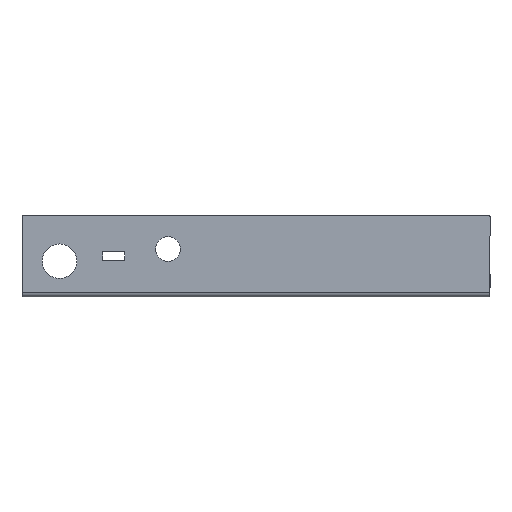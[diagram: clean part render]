
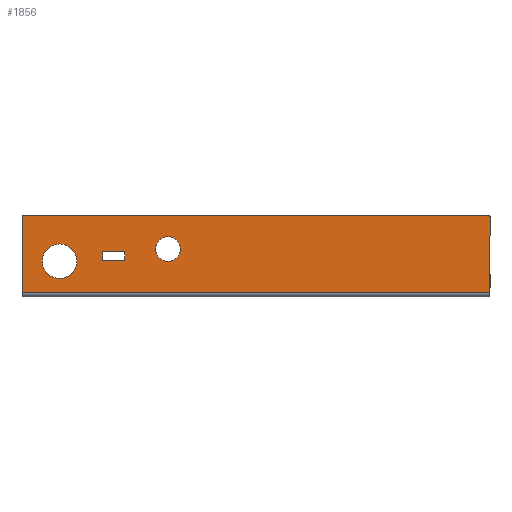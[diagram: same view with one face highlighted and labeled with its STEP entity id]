
A CAD part, left-side view. The second image highlights one B-rep face of the part: STEP entity #1856.
In plain terms, the highlighted planar face has unit normal (-1, 0, 0).
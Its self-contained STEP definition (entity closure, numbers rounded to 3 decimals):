
#6 = ORIENTED_EDGE ( 'NONE', *, *, #484, .T. ) ;
#41 = CARTESIAN_POINT ( 'NONE',  ( -63.8, 62.25, 13.65 ) ) ;
#48 = CARTESIAN_POINT ( 'NONE',  ( -63.8, 95., 0. ) ) ;
#58 = CARTESIAN_POINT ( 'NONE',  ( -63.8, 0., 32. ) ) ;
#70 = DIRECTION ( 'NONE',  ( 0., 1., 0. ) ) ;
#133 = ORIENTED_EDGE ( 'NONE', *, *, #3323, .F. ) ;
#149 = LINE ( 'NONE', #1689, #296 ) ;
#235 = DIRECTION ( 'NONE',  ( 1., 0., 0. ) ) ;
#246 = AXIS2_PLACEMENT_3D ( 'NONE', #1742, #734, #3760 ) ;
#253 = CARTESIAN_POINT ( 'NONE',  ( -63.8, 62.25, 13.65 ) ) ;
#282 = VECTOR ( 'NONE', #384, 1000. ) ;
#296 = VECTOR ( 'NONE', #3712, 1000. ) ;
#315 = ORIENTED_EDGE ( 'NONE', *, *, #868, .F. ) ;
#384 = DIRECTION ( 'NONE',  ( 0., 1., 0. ) ) ;
#386 = DIRECTION ( 'NONE',  ( -1., 0., 0. ) ) ;
#400 = DIRECTION ( 'NONE',  ( 0., 0., -1. ) ) ;
#413 = VERTEX_POINT ( 'NONE', #2793 ) ;
#416 = DIRECTION ( 'NONE',  ( 0., 0., -1. ) ) ;
#429 = EDGE_CURVE ( 'NONE', #1039, #2072, #1809, .T. ) ;
#434 = ORIENTED_EDGE ( 'NONE', *, *, #429, .F. ) ;
#442 = EDGE_CURVE ( 'NONE', #4216, #932, #1326, .T. ) ;
#453 = CARTESIAN_POINT ( 'NONE',  ( -63.8, 35.75, 13.2 ) ) ;
#457 = EDGE_LOOP ( 'NONE', ( #315, #3324 ) ) ;
#476 = VERTEX_POINT ( 'NONE', #1807 ) ;
#484 = EDGE_CURVE ( 'NONE', #932, #2442, #2948, .T. ) ;
#515 = DIRECTION ( 'NONE',  ( 0., 0., 1. ) ) ;
#584 = EDGE_CURVE ( 'NONE', #2442, #2956, #2240, .T. ) ;
#588 = DIRECTION ( 'NONE',  ( 0., 0., -1. ) ) ;
#599 = CARTESIAN_POINT ( 'NONE',  ( -63.8, -94.5, 31.5 ) ) ;
#721 = ORIENTED_EDGE ( 'NONE', *, *, #3535, .F. ) ;
#734 = DIRECTION ( 'NONE',  ( -1., 0., 0. ) ) ;
#757 = DIRECTION ( 'NONE',  ( 0., 0., 1. ) ) ;
#819 = ORIENTED_EDGE ( 'NONE', *, *, #856, .F. ) ;
#856 = EDGE_CURVE ( 'NONE', #2072, #2643, #987, .T. ) ;
#868 = EDGE_CURVE ( 'NONE', #476, #2321, #4034, .T. ) ;
#894 = EDGE_CURVE ( 'NONE', #2830, #3036, #2014, .T. ) ;
#932 = VERTEX_POINT ( 'NONE', #4010 ) ;
#958 = CARTESIAN_POINT ( 'NONE',  ( -63.8, -94.5, 32. ) ) ;
#987 = LINE ( 'NONE', #1933, #1545 ) ;
#994 = VECTOR ( 'NONE', #2301, 1000. ) ;
#1039 = VERTEX_POINT ( 'NONE', #253 ) ;
#1120 = CIRCLE ( 'NONE', #246, 7. ) ;
#1164 = CARTESIAN_POINT ( 'NONE',  ( -63.8, 79.75, 20.28 ) ) ;
#1221 = LINE ( 'NONE', #3647, #994 ) ;
#1279 = DIRECTION ( 'NONE',  ( -1., 0., 0. ) ) ;
#1289 = DIRECTION ( 'NONE',  ( -1., 0., 0. ) ) ;
#1326 = LINE ( 'NONE', #58, #3993 ) ;
#1337 = ORIENTED_EDGE ( 'NONE', *, *, #2652, .F. ) ;
#1411 = DIRECTION ( 'NONE',  ( 0., 0., -1. ) ) ;
#1534 = LINE ( 'NONE', #4419, #282 ) ;
#1545 = VECTOR ( 'NONE', #515, 1000. ) ;
#1689 = CARTESIAN_POINT ( 'NONE',  ( -63.8, -95., 0. ) ) ;
#1732 = CARTESIAN_POINT ( 'NONE',  ( -63.8, 62.25, 17.15 ) ) ;
#1742 = CARTESIAN_POINT ( 'NONE',  ( -63.8, 79.75, 13.28 ) ) ;
#1791 = DIRECTION ( 'NONE',  ( -1., 0., 0. ) ) ;
#1807 = CARTESIAN_POINT ( 'NONE',  ( -63.8, 35.75, 23.2 ) ) ;
#1809 = LINE ( 'NONE', #41, #4044 ) ;
#1856 = ADVANCED_FACE ( 'NONE', ( #3537, #3114, #3744, #1932 ), #1958, .F. ) ;
#1876 = CARTESIAN_POINT ( 'NONE',  ( -63.8, -95., 31.5 ) ) ;
#1889 = ORIENTED_EDGE ( 'NONE', *, *, #442, .T. ) ;
#1932 = FACE_OUTER_BOUND ( 'NONE', #4399, .T. ) ;
#1933 = CARTESIAN_POINT ( 'NONE',  ( -63.8, 53.25, 17.15 ) ) ;
#1958 = PLANE ( 'NONE',  #2629 ) ;
#1967 = EDGE_CURVE ( 'NONE', #3298, #4216, #4323, .T. ) ;
#1988 = DIRECTION ( 'NONE',  ( 0., 0., 1. ) ) ;
#2010 = DIRECTION ( 'NONE',  ( 0., 0., -1. ) ) ;
#2014 = CIRCLE ( 'NONE', #3110, 7. ) ;
#2054 = EDGE_LOOP ( 'NONE', ( #819, #434, #721, #133 ) ) ;
#2072 = VERTEX_POINT ( 'NONE', #4420 ) ;
#2105 = DIRECTION ( 'NONE',  ( 0., -1., 0. ) ) ;
#2222 = EDGE_CURVE ( 'NONE', #2321, #476, #4108, .T. ) ;
#2240 = LINE ( 'NONE', #48, #3626 ) ;
#2301 = DIRECTION ( 'NONE',  ( 0., 1., 0. ) ) ;
#2304 = CARTESIAN_POINT ( 'NONE',  ( -63.8, 0., 0. ) ) ;
#2321 = VERTEX_POINT ( 'NONE', #453 ) ;
#2381 = CARTESIAN_POINT ( 'NONE',  ( -63.8, 95., 31.5 ) ) ;
#2442 = VERTEX_POINT ( 'NONE', #2381 ) ;
#2443 = CARTESIAN_POINT ( 'NONE',  ( -63.8, 35.75, 18.2 ) ) ;
#2629 = AXIS2_PLACEMENT_3D ( 'NONE', #2304, #235, #588 ) ;
#2643 = VERTEX_POINT ( 'NONE', #3792 ) ;
#2652 = EDGE_CURVE ( 'NONE', #3036, #2830, #1120, .T. ) ;
#2792 = LINE ( 'NONE', #1732, #3795 ) ;
#2793 = CARTESIAN_POINT ( 'NONE',  ( -63.8, 62.25, 17.15 ) ) ;
#2821 = ORIENTED_EDGE ( 'NONE', *, *, #4227, .F. ) ;
#2830 = VERTEX_POINT ( 'NONE', #1164 ) ;
#2948 = CIRCLE ( 'NONE', #4007, 0.5 ) ;
#2956 = VERTEX_POINT ( 'NONE', #3636 ) ;
#2969 = CARTESIAN_POINT ( 'NONE',  ( -63.8, -95., 0.6 ) ) ;
#3036 = VERTEX_POINT ( 'NONE', #3237 ) ;
#3110 = AXIS2_PLACEMENT_3D ( 'NONE', #3360, #4372, #1988 ) ;
#3114 = FACE_BOUND ( 'NONE', #2054, .T. ) ;
#3237 = CARTESIAN_POINT ( 'NONE',  ( -63.8, 79.75, 6.28 ) ) ;
#3298 = VERTEX_POINT ( 'NONE', #1876 ) ;
#3300 = VERTEX_POINT ( 'NONE', #2969 ) ;
#3323 = EDGE_CURVE ( 'NONE', #2643, #413, #1221, .T. ) ;
#3324 = ORIENTED_EDGE ( 'NONE', *, *, #2222, .F. ) ;
#3360 = CARTESIAN_POINT ( 'NONE',  ( -63.8, 79.75, 13.28 ) ) ;
#3447 = EDGE_CURVE ( 'NONE', #3300, #3298, #149, .T. ) ;
#3501 = ORIENTED_EDGE ( 'NONE', *, *, #894, .F. ) ;
#3535 = EDGE_CURVE ( 'NONE', #413, #1039, #2792, .T. ) ;
#3537 = FACE_BOUND ( 'NONE', #457, .T. ) ;
#3626 = VECTOR ( 'NONE', #416, 1000. ) ;
#3636 = CARTESIAN_POINT ( 'NONE',  ( -63.8, 95., 0.6 ) ) ;
#3647 = CARTESIAN_POINT ( 'NONE',  ( -63.8, 62.25, 17.15 ) ) ;
#3712 = DIRECTION ( 'NONE',  ( 0., 0., 1. ) ) ;
#3730 = CARTESIAN_POINT ( 'NONE',  ( -63.8, 35.75, 18.2 ) ) ;
#3744 = FACE_BOUND ( 'NONE', #3854, .T. ) ;
#3760 = DIRECTION ( 'NONE',  ( 0., 0., 1. ) ) ;
#3792 = CARTESIAN_POINT ( 'NONE',  ( -63.8, 53.25, 17.15 ) ) ;
#3795 = VECTOR ( 'NONE', #1411, 1000. ) ;
#3854 = EDGE_LOOP ( 'NONE', ( #3501, #1337 ) ) ;
#3993 = VECTOR ( 'NONE', #70, 1000. ) ;
#3999 = AXIS2_PLACEMENT_3D ( 'NONE', #2443, #386, #757 ) ;
#4007 = AXIS2_PLACEMENT_3D ( 'NONE', #4188, #1791, #400 ) ;
#4010 = CARTESIAN_POINT ( 'NONE',  ( -63.8, 94.5, 32. ) ) ;
#4019 = ORIENTED_EDGE ( 'NONE', *, *, #3447, .T. ) ;
#4030 = DIRECTION ( 'NONE',  ( 0., 0., 1. ) ) ;
#4034 = CIRCLE ( 'NONE', #4178, 5. ) ;
#4044 = VECTOR ( 'NONE', #2105, 1000. ) ;
#4065 = AXIS2_PLACEMENT_3D ( 'NONE', #599, #1289, #2010 ) ;
#4108 = CIRCLE ( 'NONE', #3999, 5. ) ;
#4178 = AXIS2_PLACEMENT_3D ( 'NONE', #3730, #1279, #4030 ) ;
#4188 = CARTESIAN_POINT ( 'NONE',  ( -63.8, 94.5, 31.5 ) ) ;
#4216 = VERTEX_POINT ( 'NONE', #958 ) ;
#4221 = ORIENTED_EDGE ( 'NONE', *, *, #1967, .T. ) ;
#4227 = EDGE_CURVE ( 'NONE', #3300, #2956, #1534, .T. ) ;
#4239 = ORIENTED_EDGE ( 'NONE', *, *, #584, .T. ) ;
#4323 = CIRCLE ( 'NONE', #4065, 0.5 ) ;
#4372 = DIRECTION ( 'NONE',  ( -1., 0., 0. ) ) ;
#4399 = EDGE_LOOP ( 'NONE', ( #4019, #4221, #1889, #6, #4239, #2821 ) ) ;
#4419 = CARTESIAN_POINT ( 'NONE',  ( -63.8, 95., 0.6 ) ) ;
#4420 = CARTESIAN_POINT ( 'NONE',  ( -63.8, 53.25, 13.65 ) ) ;
